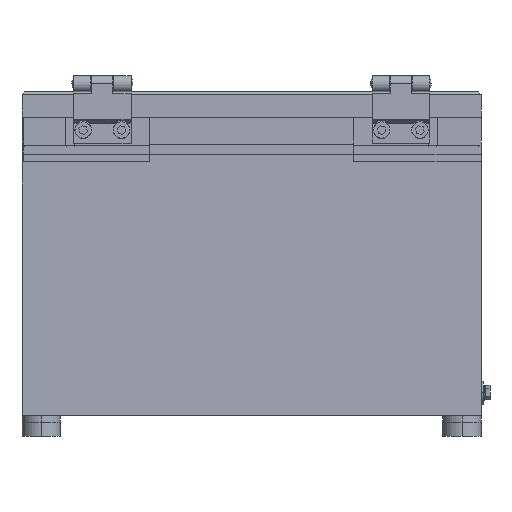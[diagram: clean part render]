
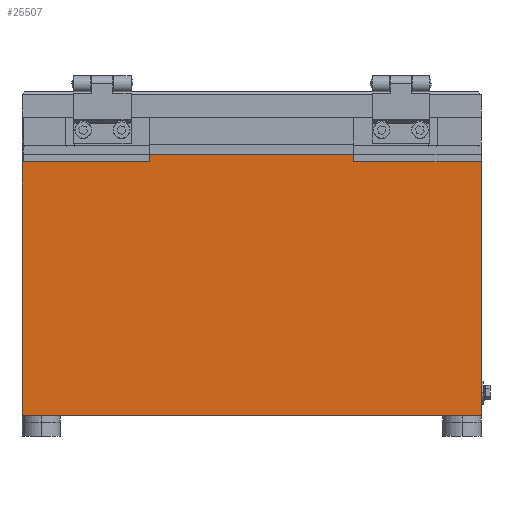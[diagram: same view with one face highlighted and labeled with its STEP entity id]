
A CAD part, left-side view. The second image highlights one B-rep face of the part: STEP entity #25507.
In plain terms, the highlighted face is planar.
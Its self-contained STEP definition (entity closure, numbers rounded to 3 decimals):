
#288 = VERTEX_POINT ( 'NONE', #26411 ) ;
#597 = VECTOR ( 'NONE', #19102, 1000. ) ;
#1016 = ORIENTED_EDGE ( 'NONE', *, *, #3040, .T. ) ;
#1221 = LINE ( 'NONE', #8921, #597 ) ;
#2034 = CARTESIAN_POINT ( 'NONE',  ( 117.5, -140., 205. ) ) ;
#2049 = VECTOR ( 'NONE', #5986, 1000. ) ;
#2082 = ORIENTED_EDGE ( 'NONE', *, *, #11883, .T. ) ;
#2471 = CARTESIAN_POINT ( 'NONE',  ( 117.5, 80., 205. ) ) ;
#2629 = DIRECTION ( 'NONE',  ( 0., 0., 1. ) ) ;
#3040 = EDGE_CURVE ( 'NONE', #14406, #4906, #3341, .T. ) ;
#3213 = CARTESIAN_POINT ( 'NONE',  ( 117.5, -80., 205. ) ) ;
#3214 = ORIENTED_EDGE ( 'NONE', *, *, #17192, .F. ) ;
#3271 = DIRECTION ( 'NONE',  ( 0., 1., 0. ) ) ;
#3341 = LINE ( 'NONE', #16184, #2049 ) ;
#3393 = LINE ( 'NONE', #19011, #13625 ) ;
#3934 = VERTEX_POINT ( 'NONE', #2471 ) ;
#4005 = EDGE_CURVE ( 'NONE', #288, #13002, #1221, .T. ) ;
#4906 = VERTEX_POINT ( 'NONE', #24971 ) ;
#5149 = LINE ( 'NONE', #25887, #21492 ) ;
#5580 = EDGE_CURVE ( 'NONE', #14406, #288, #3393, .T. ) ;
#5986 = DIRECTION ( 'NONE',  ( 0., 0., -1. ) ) ;
#6447 = ORIENTED_EDGE ( 'NONE', *, *, #5580, .F. ) ;
#6477 = DIRECTION ( 'NONE',  ( 0., 0., -1. ) ) ;
#6687 = ORIENTED_EDGE ( 'NONE', *, *, #4005, .F. ) ;
#7759 = VERTEX_POINT ( 'NONE', #23929 ) ;
#7906 = CARTESIAN_POINT ( 'NONE',  ( 117.5, -180., 199. ) ) ;
#8580 = EDGE_CURVE ( 'NONE', #13002, #3934, #9989, .T. ) ;
#8921 = CARTESIAN_POINT ( 'NONE',  ( 117.5, -80., 234. ) ) ;
#9030 = VECTOR ( 'NONE', #6477, 1000. ) ;
#9989 = LINE ( 'NONE', #2034, #21522 ) ;
#10000 = LINE ( 'NONE', #11253, #25058 ) ;
#11253 = CARTESIAN_POINT ( 'NONE',  ( 117.5, 80., 234. ) ) ;
#11805 = ORIENTED_EDGE ( 'NONE', *, *, #8580, .F. ) ;
#11883 = EDGE_CURVE ( 'NONE', #4906, #19748, #23833, .T. ) ;
#12840 = CARTESIAN_POINT ( 'NONE',  ( 117.5, 180., 234. ) ) ;
#13002 = VERTEX_POINT ( 'NONE', #3213 ) ;
#13325 = DIRECTION ( 'NONE',  ( 0., 0., -1. ) ) ;
#13625 = VECTOR ( 'NONE', #21081, 1000. ) ;
#13633 = DIRECTION ( 'NONE',  ( 0., 1., 0. ) ) ;
#14084 = EDGE_CURVE ( 'NONE', #22410, #19748, #15086, .T. ) ;
#14290 = EDGE_CURVE ( 'NONE', #7759, #22410, #5149, .T. ) ;
#14305 = DIRECTION ( 'NONE',  ( 0., 1., 0. ) ) ;
#14406 = VERTEX_POINT ( 'NONE', #7906 ) ;
#14887 = DIRECTION ( 'NONE',  ( -1., 0., 0. ) ) ;
#14993 = ORIENTED_EDGE ( 'NONE', *, *, #14290, .F. ) ;
#15086 = LINE ( 'NONE', #20795, #9030 ) ;
#15483 = ORIENTED_EDGE ( 'NONE', *, *, #14084, .F. ) ;
#15594 = CARTESIAN_POINT ( 'NONE',  ( 117.5, 180., 0. ) ) ;
#16184 = CARTESIAN_POINT ( 'NONE',  ( 117.5, -180., 234. ) ) ;
#16293 = CARTESIAN_POINT ( 'NONE',  ( 117.5, 180., 0. ) ) ;
#17192 = EDGE_CURVE ( 'NONE', #3934, #7759, #10000, .T. ) ;
#17715 = VECTOR ( 'NONE', #3271, 1000. ) ;
#19011 = CARTESIAN_POINT ( 'NONE',  ( 117.5, -180., 199. ) ) ;
#19038 = AXIS2_PLACEMENT_3D ( 'NONE', #12840, #14887, #2629 ) ;
#19102 = DIRECTION ( 'NONE',  ( 0., 0., 1. ) ) ;
#19183 = CARTESIAN_POINT ( 'NONE',  ( 117.5, 180., 199. ) ) ;
#19748 = VERTEX_POINT ( 'NONE', #16293 ) ;
#20795 = CARTESIAN_POINT ( 'NONE',  ( 117.5, 180., 234. ) ) ;
#21081 = DIRECTION ( 'NONE',  ( 0., 1., 0. ) ) ;
#21492 = VECTOR ( 'NONE', #13633, 1000. ) ;
#21522 = VECTOR ( 'NONE', #14305, 1000. ) ;
#22410 = VERTEX_POINT ( 'NONE', #19183 ) ;
#23260 = FACE_OUTER_BOUND ( 'NONE', #25909, .T. ) ;
#23833 = LINE ( 'NONE', #15594, #17715 ) ;
#23929 = CARTESIAN_POINT ( 'NONE',  ( 117.5, 80., 199. ) ) ;
#24971 = CARTESIAN_POINT ( 'NONE',  ( 117.5, -180., 0. ) ) ;
#25058 = VECTOR ( 'NONE', #13325, 1000. ) ;
#25109 = PLANE ( 'NONE',  #19038 ) ;
#25507 = ADVANCED_FACE ( 'NONE', ( #23260 ), #25109, .F. ) ;
#25887 = CARTESIAN_POINT ( 'NONE',  ( 117.5, 180., 199. ) ) ;
#25909 = EDGE_LOOP ( 'NONE', ( #11805, #6687, #6447, #1016, #2082, #15483, #14993, #3214 ) ) ;
#26411 = CARTESIAN_POINT ( 'NONE',  ( 117.5, -80., 199. ) ) ;
